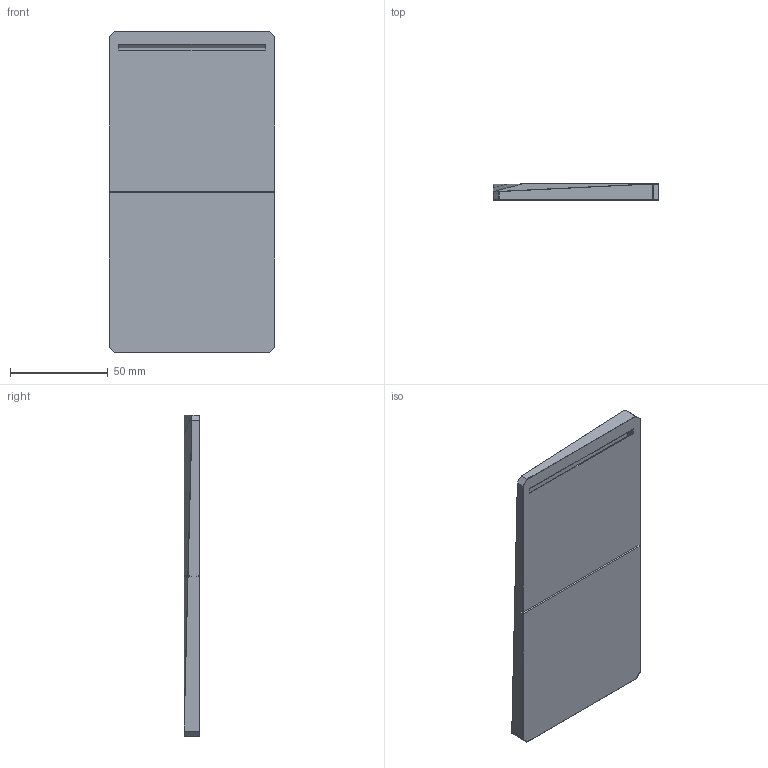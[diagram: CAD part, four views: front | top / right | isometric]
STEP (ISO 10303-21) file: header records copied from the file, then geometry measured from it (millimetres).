
FILE_DESCRIPTION(/* description */ (''),/* implementation_level */ '2;1');
FILE_NAME(/* name */ 'Simple.stp',/* time_stamp */ '2021-12-20T22:52:17+05:00',/* author */ ('Admin'),/* organization */ (''),/* preprocessor_version */ 'ST-DEVELOPER v18',/* originating_system */ 'Autodesk Inventor 2020',/* authorisation */ '');
FILE_SCHEMA (('AUTOMOTIVE_DESIGN { 1 0 10303 214 3 1 1 }'));
Length unit declared in the file: millimetre
Products named in the file (1): Simple
Bounding box: 85 x 8 x 165 mm (x, y, z)
Volume: 83910.2 mm3; surface area: 56066.4 mm2
Topology: 1 solids, 1 shells, 141 faces, 307 edges, 172 vertices
Faces by surface type: cylinder 58, plane 42, sphere 24, bspline 9, torus 8
Entity records: 4807 total; most frequent: CARTESIAN_POINT 1753, DIRECTION 635, ORIENTED_EDGE 614, EDGE_CURVE 307, AXIS2_PLACEMENT_3D 233, VERTEX_POINT 172, LINE 169, VECTOR 169
